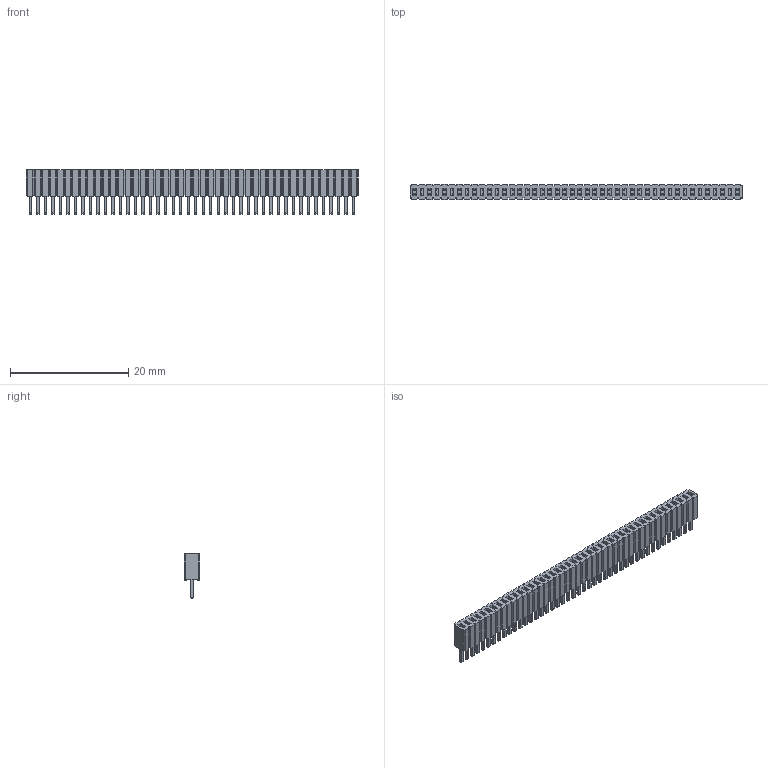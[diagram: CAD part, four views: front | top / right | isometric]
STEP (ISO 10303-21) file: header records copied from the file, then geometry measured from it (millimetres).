
FILE_DESCRIPTION(('FreeCAD Model'),'2;1');
FILE_NAME('Open CASCADE Shape Model','2025-01-08T13:26:24',(''),(''), 'Open CASCADE STEP processor 7.8','FreeCAD','Unknown');
FILE_SCHEMA(('AUTOMOTIVE_DESIGN { 1 0 10303 214 1 1 1 1 }'));
Length unit declared in the file: millimetre
Products named in the file (2): SLM-144-01-S_socket; C-29-01-44-S
Bounding box: 56.11 x 2.54 x 7.49 mm (x, y, z)
Volume: 535.8 mm3; surface area: 2430.5 mm2
Topology: 2 solids, 2 shells, 1600 faces, 4348 edges, 2840 vertices
Faces by surface type: plane 1556, cylinder 44
Entity records: 49232 total; most frequent: CARTESIAN_POINT 8789, ORIENTED_EDGE 8696, DIRECTION 7638, EDGE_CURVE 4348, LINE 4260, VECTOR 4260, VERTEX_POINT 2840, AXIS2_PLACEMENT_3D 1689
